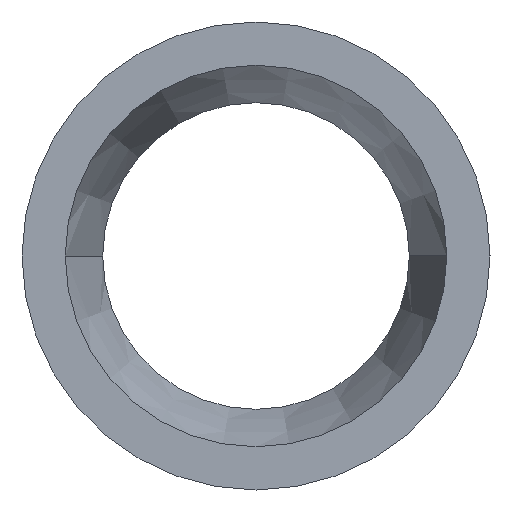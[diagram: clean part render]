
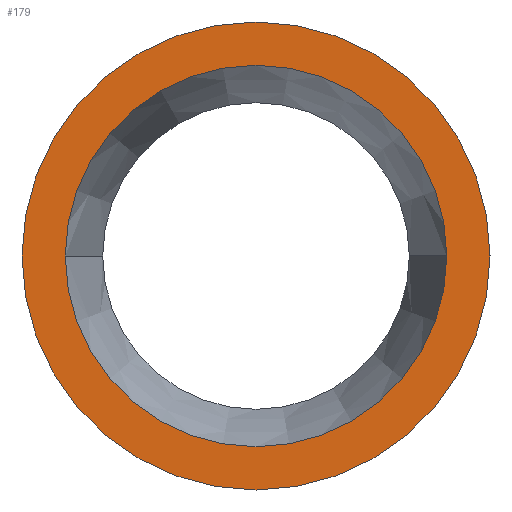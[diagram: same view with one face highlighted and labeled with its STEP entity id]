
A CAD part, left-side view. The second image highlights one B-rep face of the part: STEP entity #179.
In plain terms, the highlighted planar face has unit normal (-1, 0, 0).
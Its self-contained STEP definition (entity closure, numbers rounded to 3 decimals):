
#97 = VERTEX_POINT( '', #231 );
#129 = VERTEX_POINT( '', #270 );
#137 = EDGE_CURVE( '', #97, #129, #279, .T. );
#147 = EDGE_CURVE( '', #129, #97, #289, .T. );
#149 = VERTEX_POINT( '', #291 );
#165 = VERTEX_POINT( '', #308 );
#177 = EDGE_CURVE( '', #149, #165, #323, .T. );
#179 = ADVANCED_FACE( '', ( #325, #326 ), #327, .T. );
#199 = EDGE_CURVE( '', #165, #149, #349, .T. );
#231 = CARTESIAN_POINT( '', ( 0., -16.3, 0. ) );
#270 = CARTESIAN_POINT( '', ( 0., 16.3, 0. ) );
#279 = CIRCLE( '', #436, 16.3 );
#289 = CIRCLE( '', #451, 16.3 );
#291 = CARTESIAN_POINT( '', ( 0., -20., 0. ) );
#308 = CARTESIAN_POINT( '', ( 0., 20., 0. ) );
#323 = CIRCLE( '', #495, 20. );
#325 = FACE_BOUND( '', #497, .T. );
#326 = FACE_OUTER_BOUND( '', #498, .T. );
#327 = PLANE( '', #499 );
#349 = CIRCLE( '', #528, 20. );
#436 = AXIS2_PLACEMENT_3D( '', #612, #613, #614 );
#451 = AXIS2_PLACEMENT_3D( '', #621, #622, #623 );
#495 = AXIS2_PLACEMENT_3D( '', #660, #661, #662 );
#497 = EDGE_LOOP( '', ( #664, #665 ) );
#498 = EDGE_LOOP( '', ( #666, #667 ) );
#499 = AXIS2_PLACEMENT_3D( '', #668, #669, #670 );
#528 = AXIS2_PLACEMENT_3D( '', #700, #701, #702 );
#612 = CARTESIAN_POINT( '', ( 0., 0., 0. ) );
#613 = DIRECTION( '', ( -1., 0., 0. ) );
#614 = DIRECTION( '', ( 0., 1., 0. ) );
#621 = CARTESIAN_POINT( '', ( 0., 0., 0. ) );
#622 = DIRECTION( '', ( -1., 0., 0. ) );
#623 = DIRECTION( '', ( 0., 1., 0. ) );
#660 = CARTESIAN_POINT( '', ( 0., 0., 0. ) );
#661 = DIRECTION( '', ( -1., 0., 0. ) );
#662 = DIRECTION( '', ( 0., 1., 0. ) );
#664 = ORIENTED_EDGE( '', *, *, #147, .F. );
#665 = ORIENTED_EDGE( '', *, *, #137, .F. );
#666 = ORIENTED_EDGE( '', *, *, #199, .T. );
#667 = ORIENTED_EDGE( '', *, *, #177, .T. );
#668 = CARTESIAN_POINT( '', ( 0., 18.15, 0. ) );
#669 = DIRECTION( '', ( -1., 0., 0. ) );
#670 = DIRECTION( '', ( 0., 1., 0. ) );
#700 = CARTESIAN_POINT( '', ( 0., 0., 0. ) );
#701 = DIRECTION( '', ( -1., 0., 0. ) );
#702 = DIRECTION( '', ( 0., 1., 0. ) );
